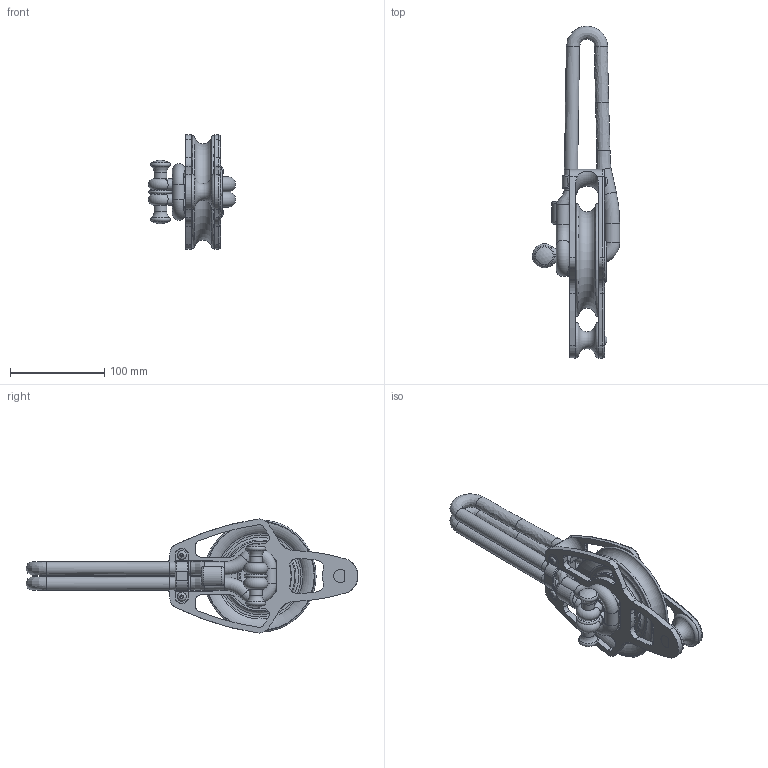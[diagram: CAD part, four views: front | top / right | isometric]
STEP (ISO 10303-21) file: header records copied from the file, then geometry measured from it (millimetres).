
FILE_DESCRIPTION(/* description */ (''),/* implementation_level */ '2;1');
FILE_NAME(/* name */ 'LS1121.stp',/* time_stamp */ '2022-10-03T09:18:11+02:00',/* author */ ('francesca'),/* organization */ (''),/* preprocessor_version */ 'ST-DEVELOPER v19.2',/* originating_system */ 'Autodesk Inventor 2023',/* authorisation */ '');
FILE_SCHEMA (('AUTOMOTIVE_DESIGN { 1 0 10303 214 3 1 1 }'));
Length unit declared in the file: millimetre
Products named in the file (1): LS1121(STP)
Bounding box: 92.46 x 352.09 x 120.96 mm (x, y, z)
Volume: 518958.5 mm3; surface area: 156002.7 mm2
Topology: 1 solids, 14 shells, 1028 faces, 2620 edges, 1468 vertices
Faces by surface type: cylinder 365, torus 340, plane 192, sphere 64, cone 40, bspline 27
Full cylindrical faces by diameter (mm): 1 x1, 3 x2, 4.2 x4, 5 x4, 5.2 x4, 6 x1, 6.1 x1, 9 x2, 9.2 x2, 10.5 x2, 11.7 x1, 12 x2, 12.5 x1, 13.5 x2, 14 x1, 16 x6, 39.8 x1, 48 x1, 48.2 x1, 76 x2
Entity records: 36837 total; most frequent: CARTESIAN_POINT 11864, DIRECTION 5539, ORIENTED_EDGE 5264, EDGE_CURVE 2632, AXIS2_PLACEMENT_3D 2452, VERTEX_POINT 1466, CIRCLE 1392, EDGE_LOOP 1144
